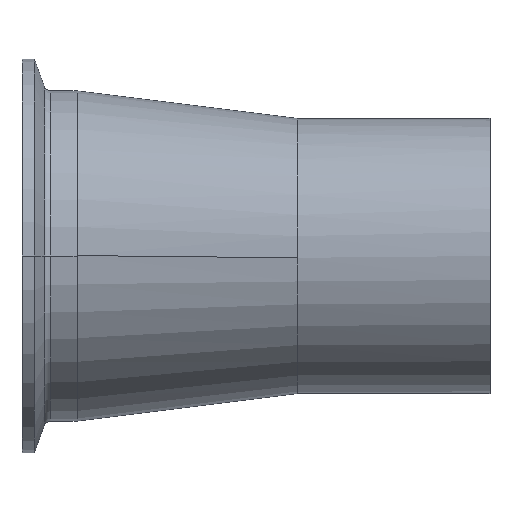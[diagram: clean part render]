
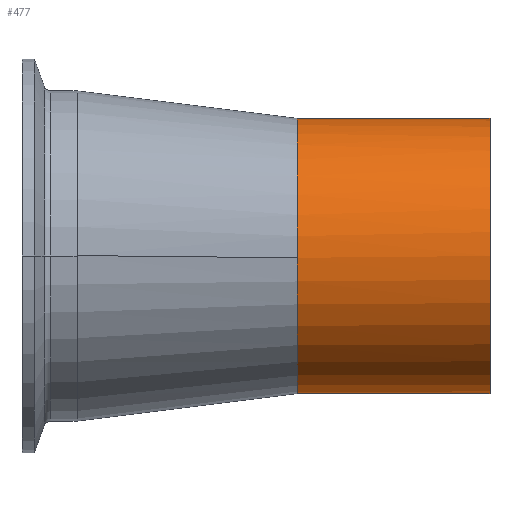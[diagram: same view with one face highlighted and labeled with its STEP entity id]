
A CAD part, left-side view. The second image highlights one B-rep face of the part: STEP entity #477.
In plain terms, the highlighted cylindrical face has radius 31.75 mm (diameter 63.5 mm), a partial arc.
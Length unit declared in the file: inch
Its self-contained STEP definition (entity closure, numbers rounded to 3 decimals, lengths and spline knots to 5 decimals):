
#3 = VERTEX_POINT ( 'NONE', #230 ) ;
#15 = VERTEX_POINT ( 'NONE', #1383 ) ;
#47 = AXIS2_PLACEMENT_3D ( 'NONE', #302, #165, #837 ) ;
#103 = CIRCLE ( 'NONE', #654, 1.25 ) ;
#104 = CARTESIAN_POINT ( 'NONE',  ( 0., -1.75197, 1.25 ) ) ;
#105 = EDGE_CURVE ( 'NONE', #15, #922, #869, .T. ) ;
#144 = VECTOR ( 'NONE', #181, 39.37008 ) ;
#165 = DIRECTION ( 'NONE',  ( 0., 1., 0. ) ) ;
#181 = DIRECTION ( 'NONE',  ( 0., 1., 0. ) ) ;
#222 = LINE ( 'NONE', #1133, #144 ) ;
#230 = CARTESIAN_POINT ( 'NONE',  ( 0., -1.75197, -1.25 ) ) ;
#234 = CARTESIAN_POINT ( 'NONE',  ( 0., -1.75197, 0. ) ) ;
#273 = VECTOR ( 'NONE', #1085, 39.37008 ) ;
#274 = CARTESIAN_POINT ( 'NONE',  ( 0., -1.75197, -1.25 ) ) ;
#302 = CARTESIAN_POINT ( 'NONE',  ( 0., -1.75197, 0. ) ) ;
#305 = AXIS2_PLACEMENT_3D ( 'NONE', #1394, #1533, #1255 ) ;
#324 = LINE ( 'NONE', #274, #273 ) ;
#338 = CARTESIAN_POINT ( 'NONE',  ( 0., 0., 0. ) ) ;
#477 = ADVANCED_FACE ( 'NONE', ( #1525 ), #854, .T. ) ;
#483 = AXIS2_PLACEMENT_3D ( 'NONE', #338, #1250, #1265 ) ;
#630 = DIRECTION ( 'NONE',  ( 0., 0., -1. ) ) ;
#633 = EDGE_CURVE ( 'NONE', #3, #15, #324, .T. ) ;
#654 = AXIS2_PLACEMENT_3D ( 'NONE', #234, #761, #630 ) ;
#761 = DIRECTION ( 'NONE',  ( 0., -1., 0. ) ) ;
#792 = EDGE_CURVE ( 'NONE', #922, #1392, #1208, .T. ) ;
#833 = EDGE_CURVE ( 'NONE', #1332, #1392, #222, .T. ) ;
#837 = DIRECTION ( 'NONE',  ( 0., 0., 1. ) ) ;
#854 = CYLINDRICAL_SURFACE ( 'NONE', #47, 1.25 ) ;
#869 = CIRCLE ( 'NONE', #305, 1.25 ) ;
#879 = ORIENTED_EDGE ( 'NONE', *, *, #792, .F. ) ;
#922 = VERTEX_POINT ( 'NONE', #1388 ) ;
#945 = ORIENTED_EDGE ( 'NONE', *, *, #1092, .F. ) ;
#1085 = DIRECTION ( 'NONE',  ( 0., 1., 0. ) ) ;
#1092 = EDGE_CURVE ( 'NONE', #1332, #3, #103, .T. ) ;
#1133 = CARTESIAN_POINT ( 'NONE',  ( 0., -1.75197, 1.25 ) ) ;
#1208 = CIRCLE ( 'NONE', #483, 1.25 ) ;
#1250 = DIRECTION ( 'NONE',  ( 0., 1., 0. ) ) ;
#1255 = DIRECTION ( 'NONE',  ( 0., 0., 1. ) ) ;
#1265 = DIRECTION ( 'NONE',  ( 0., 0., 1. ) ) ;
#1270 = ORIENTED_EDGE ( 'NONE', *, *, #833, .T. ) ;
#1285 = EDGE_LOOP ( 'NONE', ( #1348, #945, #1270, #879, #1484 ) ) ;
#1332 = VERTEX_POINT ( 'NONE', #104 ) ;
#1348 = ORIENTED_EDGE ( 'NONE', *, *, #633, .F. ) ;
#1369 = CARTESIAN_POINT ( 'NONE',  ( 0., 0., 1.25 ) ) ;
#1383 = CARTESIAN_POINT ( 'NONE',  ( 0., 0., -1.25 ) ) ;
#1388 = CARTESIAN_POINT ( 'NONE',  ( -1.24989, 0., -0.01649 ) ) ;
#1392 = VERTEX_POINT ( 'NONE', #1369 ) ;
#1394 = CARTESIAN_POINT ( 'NONE',  ( 0., 0., 0. ) ) ;
#1484 = ORIENTED_EDGE ( 'NONE', *, *, #105, .F. ) ;
#1525 = FACE_OUTER_BOUND ( 'NONE', #1285, .T. ) ;
#1533 = DIRECTION ( 'NONE',  ( 0., 1., 0. ) ) ;
